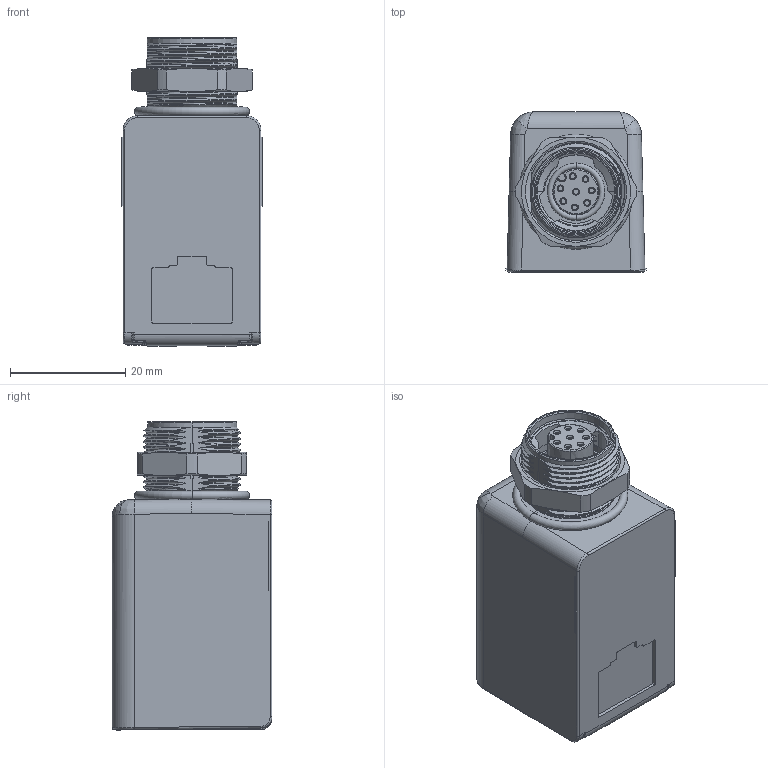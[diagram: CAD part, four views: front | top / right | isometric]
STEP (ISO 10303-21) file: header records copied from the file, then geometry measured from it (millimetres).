
FILE_DESCRIPTION (( 'STEP AP214' ), '1' );
FILE_NAME ('Customer-BB3647A1703.STEP', '2021-11-29T14:20:14', ( '' ), ( '' ), 'SwSTEP 2.0', 'SolidWorks 2018', '' );
FILE_SCHEMA (( 'AUTOMOTIVE_DESIGN' ));
Length unit declared in the file: millimetre
Products named in the file (1): Customer-BB3647A1703
Bounding box: 24.38 x 27.8 x 53.69 mm (x, y, z)
Volume: 27607.4 mm3; surface area: 8985.8 mm2
Topology: 2 solids, 2 shells, 676 faces, 1761 edges, 1107 vertices
Faces by surface type: plane 249, bspline 193, cylinder 168, cone 43, torus 17, sphere 6
Entity records: 81546 total; most frequent: CARTESIAN_POINT 66507, ORIENTED_EDGE 3510, DIRECTION 2288, EDGE_CURVE 1755, VERTEX_POINT 1107, VECTOR 780, LINE 780, AXIS2_PLACEMENT_3D 754
